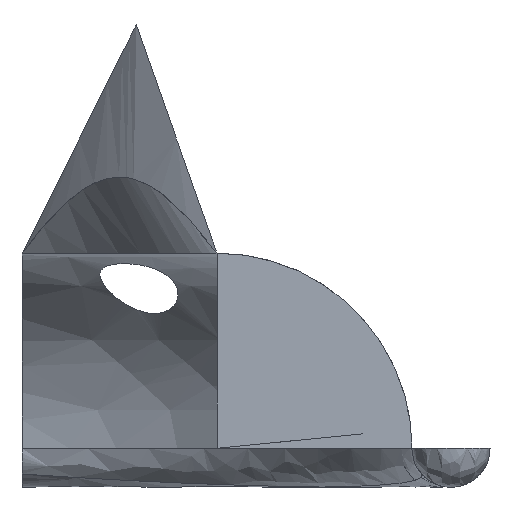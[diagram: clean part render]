
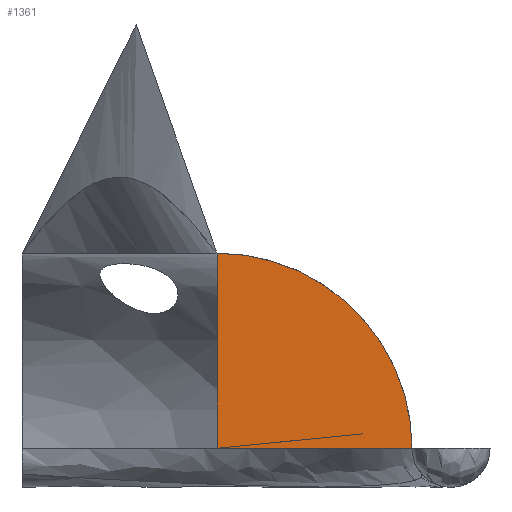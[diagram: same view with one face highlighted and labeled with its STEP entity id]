
A CAD part, front view. The second image highlights one B-rep face of the part: STEP entity #1361.
In plain terms, the highlighted free-form (B-spline) face has degree [1, 8] with [2, 9] control points.
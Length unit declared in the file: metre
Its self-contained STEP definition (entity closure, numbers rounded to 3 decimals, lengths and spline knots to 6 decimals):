
#1361 = ADVANCED_FACE('',(#1362),#1375,.T.);
#1362 = FACE_BOUND('',#1363,.T.);
#1363 = EDGE_LOOP('',(#1364,#1400,#1420));
#1364 = ORIENTED_EDGE('',*,*,#1365,.T.);
#1365 = EDGE_CURVE('',#1366,#1368,#1370,.T.);
#1366 = VERTEX_POINT('',#1367);
#1367 = CARTESIAN_POINT('',(0.5,-0.25,-0.5));
#1368 = VERTEX_POINT('',#1369);
#1369 = CARTESIAN_POINT('',(0.5,-0.25,0.));
#1370 = SURFACE_CURVE('',#1371,(#1374),.PCURVE_S2.);
#1371 = B_SPLINE_CURVE_WITH_KNOTS('',1,(#1372,#1373),.UNSPECIFIED.,.F.,
  .F.,(2,2),(0.,1.),.PIECEWISE_BEZIER_KNOTS.);
#1372 = CARTESIAN_POINT('',(0.5,-0.25,-0.5));
#1373 = CARTESIAN_POINT('',(0.5,-0.25,0.));
#1374 = PCURVE('',#1375,#1394);
#1375 = B_SPLINE_SURFACE_WITH_KNOTS('',1,8,(
    (#1376,#1377,#1378,#1379,#1380,#1381,#1382,#1383,#1384)
    ,(#1385,#1386,#1387,#1388,#1389,#1390,#1391,#1392,#1393
  )),.UNSPECIFIED.,.F.,.F.,.F.,(2,2),(9,9),(0.,1.),(0.,1.),
  .PIECEWISE_BEZIER_KNOTS.);
#1376 = CARTESIAN_POINT('',(0.5,-0.25,-0.5));
#1377 = CARTESIAN_POINT('',(0.5,-0.25,-0.5));
#1378 = CARTESIAN_POINT('',(0.5,-0.25,-0.5));
#1379 = CARTESIAN_POINT('',(0.5,-0.25,-0.5));
#1380 = CARTESIAN_POINT('',(0.5,-0.25,-0.5));
#1381 = CARTESIAN_POINT('',(0.5,-0.25,-0.5));
#1382 = CARTESIAN_POINT('',(0.5,-0.25,-0.5));
#1383 = CARTESIAN_POINT('',(0.5,-0.25,-0.5));
#1384 = CARTESIAN_POINT('',(0.5,-0.25,-0.5));
#1385 = CARTESIAN_POINT('',(0.5,-0.25,0.));
#1386 = CARTESIAN_POINT('',(0.598175,-0.25,0.));
#1387 = CARTESIAN_POINT('',(0.69635,-0.25,-0.02203));
#1388 = CARTESIAN_POINT('',(0.788757,-0.25,-0.066091));
#1389 = CARTESIAN_POINT('',(0.869629,-0.25,-0.130371));
#1390 = CARTESIAN_POINT('',(0.933909,-0.25,-0.211243));
#1391 = CARTESIAN_POINT('',(0.97797,-0.25,-0.303651));
#1392 = CARTESIAN_POINT('',(1.,-0.25,-0.401825));
#1393 = CARTESIAN_POINT('',(1.,-0.25,-0.5));
#1394 = DEFINITIONAL_REPRESENTATION('',(#1395),#1399);
#1395 = LINE('',#1396,#1397);
#1396 = CARTESIAN_POINT('',(0.,0.));
#1397 = VECTOR('',#1398,1.);
#1398 = DIRECTION('',(1.,0.));
#1399 = ( GEOMETRIC_REPRESENTATION_CONTEXT(2) 
PARAMETRIC_REPRESENTATION_CONTEXT() REPRESENTATION_CONTEXT('2D SPACE',''
  ) );
#1400 = ORIENTED_EDGE('',*,*,#1401,.T.);
#1401 = EDGE_CURVE('',#1368,#1402,#1404,.T.);
#1402 = VERTEX_POINT('',#1403);
#1403 = CARTESIAN_POINT('',(1.,-0.25,-0.5));
#1404 = SURFACE_CURVE('',#1405,(#1413),.PCURVE_S2.);
#1405 = B_SPLINE_CURVE_WITH_KNOTS('',6,(#1406,#1407,#1408,#1409,#1410,
    #1411,#1412),.UNSPECIFIED.,.F.,.F.,(7,7),(0.,1.),
  .PIECEWISE_BEZIER_KNOTS.);
#1406 = CARTESIAN_POINT('',(0.5,-0.25,0.));
#1407 = CARTESIAN_POINT('',(0.6309,-0.25,0.));
#1408 = CARTESIAN_POINT('',(0.761788,-0.25,-0.041114));
#1409 = CARTESIAN_POINT('',(0.876595,-0.25,-0.123405));
#1410 = CARTESIAN_POINT('',(0.958886,-0.25,-0.238212));
#1411 = CARTESIAN_POINT('',(1.,-0.25,-0.3691));
#1412 = CARTESIAN_POINT('',(1.,-0.25,-0.5));
#1413 = PCURVE('',#1375,#1414);
#1414 = DEFINITIONAL_REPRESENTATION('',(#1415),#1419);
#1415 = LINE('',#1416,#1417);
#1416 = CARTESIAN_POINT('',(1.,0.));
#1417 = VECTOR('',#1418,1.);
#1418 = DIRECTION('',(0.,1.));
#1419 = ( GEOMETRIC_REPRESENTATION_CONTEXT(2) 
PARAMETRIC_REPRESENTATION_CONTEXT() REPRESENTATION_CONTEXT('2D SPACE',''
  ) );
#1420 = ORIENTED_EDGE('',*,*,#1421,.T.);
#1421 = EDGE_CURVE('',#1402,#1366,#1422,.T.);
#1422 = SURFACE_CURVE('',#1423,(#1426),.PCURVE_S2.);
#1423 = B_SPLINE_CURVE_WITH_KNOTS('',1,(#1424,#1425),.UNSPECIFIED.,.F.,
  .F.,(2,2),(0.,1.),.PIECEWISE_BEZIER_KNOTS.);
#1424 = CARTESIAN_POINT('',(1.,-0.25,-0.5));
#1425 = CARTESIAN_POINT('',(0.5,-0.25,-0.5));
#1426 = PCURVE('',#1375,#1427);
#1427 = DEFINITIONAL_REPRESENTATION('',(#1428),#1432);
#1428 = LINE('',#1429,#1430);
#1429 = CARTESIAN_POINT('',(1.,1.));
#1430 = VECTOR('',#1431,1.);
#1431 = DIRECTION('',(-1.,0.));
#1432 = ( GEOMETRIC_REPRESENTATION_CONTEXT(2) 
PARAMETRIC_REPRESENTATION_CONTEXT() REPRESENTATION_CONTEXT('2D SPACE',''
  ) );
